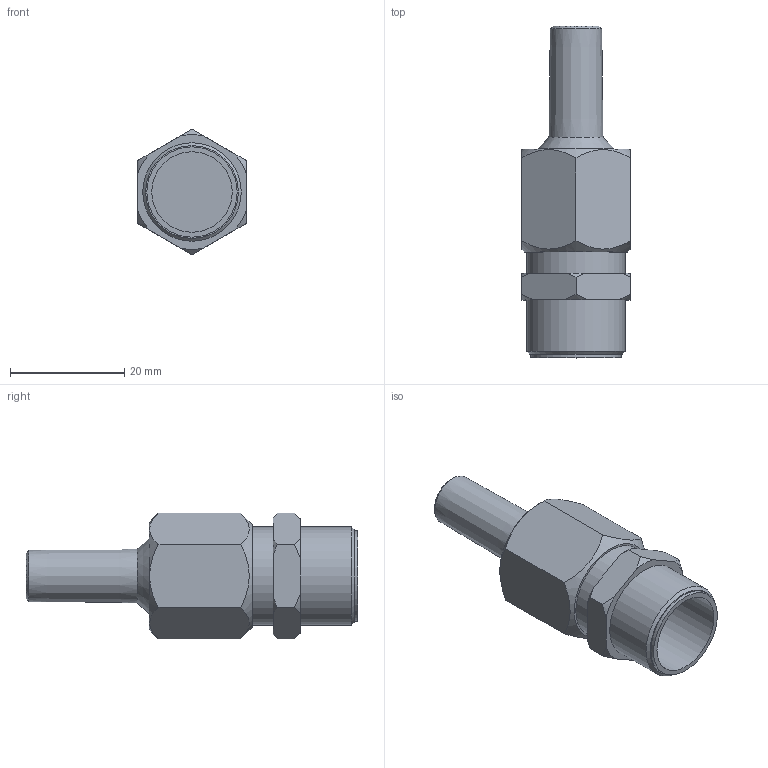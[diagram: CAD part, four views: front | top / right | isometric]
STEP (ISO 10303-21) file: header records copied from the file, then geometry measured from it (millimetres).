
FILE_DESCRIPTION(/* description */ (''),/* implementation_level */ '2;1');
FILE_NAME(/* name */ '50960 Komet 3-6.stp',/* time_stamp */ '2017-08-10T10:28:18+02:00',/* author */ ('guzb562'),/* organization */ (''),/* preprocessor_version */ 'ST-DEVELOPER v16.1',/* originating_system */ 'Autodesk Inventor 2016',/* authorisation */ '');
FILE_SCHEMA (('AUTOMOTIVE_DESIGN { 1 0 10303 214 3 1 1 }'));
Length unit declared in the file: millimetre
Products named in the file (1): 50960_Komet 3-6
Bounding box: 19 x 58 x 21.94 mm (x, y, z)
Volume: 8966.6 mm3; surface area: 4835.5 mm2
Topology: 1 solids, 2 shells, 252 faces, 656 edges, 437 vertices
Faces by surface type: plane 146, bspline 78, cone 18, cylinder 10
Full cylindrical faces by diameter (mm): 6 x1, 14.079 x2, 15.78 x1, 17.2 x2
Entity records: 8220 total; most frequent: CARTESIAN_POINT 2644, ORIENTED_EDGE 1280, DIRECTION 845, EDGE_CURVE 640, VERTEX_POINT 433, LINE 409, VECTOR 409, EDGE_LOOP 293
